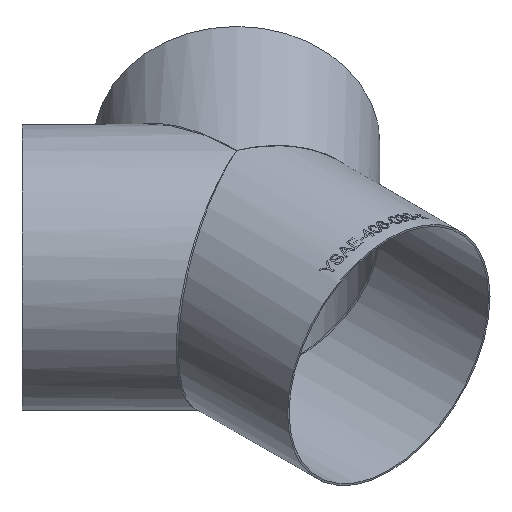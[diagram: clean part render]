
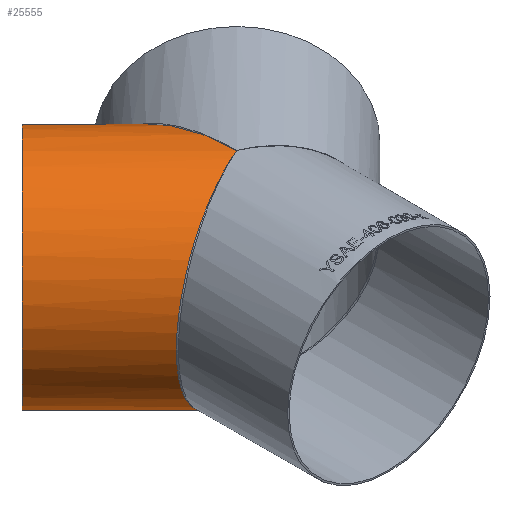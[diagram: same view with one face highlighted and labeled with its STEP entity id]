
A CAD part, isometric view. The second image highlights one B-rep face of the part: STEP entity #25555.
In plain terms, the highlighted cylindrical face has radius 203.2 mm (diameter 406.4 mm), a full revolution.
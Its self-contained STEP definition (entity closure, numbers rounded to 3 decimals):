
#638 = CARTESIAN_POINT ( 'NONE',  ( -5.657, 580.393, -203.2 ) ) ;
#664 = DIRECTION ( 'NONE',  ( -0.707, 0.707, 0. ) ) ;
#2430 = VERTEX_POINT ( 'NONE', #12448 ) ;
#3063 = CARTESIAN_POINT ( 'NONE',  ( 0., 0., 203.2 ) ) ;
#3490 = CARTESIAN_POINT ( 'NONE',  ( -215.668, 215.668, 0. ) ) ;
#4251 = AXIS2_PLACEMENT_3D ( 'NONE', #3490, #664, #12016 ) ;
#4654 = FACE_OUTER_BOUND ( 'NONE', #23382, .T. ) ;
#4838 = CARTESIAN_POINT ( 'NONE',  ( 158.123, -158.123, 0. ) ) ;
#6691 =( BOUNDED_CURVE ( )  B_SPLINE_CURVE ( 3, ( #17280, #13873, #28483, #3063 ),
 .UNSPECIFIED., .F., .F. ) 
 B_SPLINE_CURVE_WITH_KNOTS ( ( 4, 4 ),
 ( 4.712, 7.854 ),
 .UNSPECIFIED. ) 
 CURVE ( )  GEOMETRIC_REPRESENTATION_ITEM ( )  RATIONAL_B_SPLINE_CURVE ( ( 1., 0.333, 0.333, 1. ) ) 
 REPRESENTATION_ITEM ( '' )  );
#12016 = DIRECTION ( 'NONE',  ( -0.707, -0.707, 0. ) ) ;
#12448 = CARTESIAN_POINT ( 'NONE',  ( 0., 0., 203.2 ) ) ;
#12761 = EDGE_LOOP ( 'NONE', ( #13534, #17707 ) ) ;
#13534 = ORIENTED_EDGE ( 'NONE', *, *, #33716, .T. ) ;
#13873 = CARTESIAN_POINT ( 'NONE',  ( -408.743, -165.993, -203.2 ) ) ;
#14449 =( BOUNDED_CURVE ( )  B_SPLINE_CURVE ( 3, ( #23960, #34770, #638, #23381 ),
 .UNSPECIFIED., .F., .F. ) 
 B_SPLINE_CURVE_WITH_KNOTS ( ( 4, 4 ),
 ( 1.571, 4.712 ),
 .UNSPECIFIED. ) 
 CURVE ( )  GEOMETRIC_REPRESENTATION_ITEM ( )  RATIONAL_B_SPLINE_CURVE ( ( 1., 0.333, 0.333, 1. ) ) 
 REPRESENTATION_ITEM ( '' )  );
#16577 = DIRECTION ( 'NONE',  ( -0.707, 0.707, 0. ) ) ;
#17280 = CARTESIAN_POINT ( 'NONE',  ( 0., 0., -203.2 ) ) ;
#17572 = AXIS2_PLACEMENT_3D ( 'NONE', #4838, #16577, #27980 ) ;
#17707 = ORIENTED_EDGE ( 'NONE', *, *, #28569, .T. ) ;
#18141 = ORIENTED_EDGE ( 'NONE', *, *, #18355, .F. ) ;
#18355 = EDGE_CURVE ( 'NONE', #25525, #25525, #24231, .T. ) ;
#22278 = FACE_OUTER_BOUND ( 'NONE', #12761, .T. ) ;
#23382 = EDGE_LOOP ( 'NONE', ( #18141 ) ) ;
#23381 = CARTESIAN_POINT ( 'NONE',  ( 0., 0., -203.2 ) ) ;
#23960 = CARTESIAN_POINT ( 'NONE',  ( 0., 0., 203.2 ) ) ;
#24231 = CIRCLE ( 'NONE', #4251, 203.2 ) ;
#25525 = VERTEX_POINT ( 'NONE', #37092 ) ;
#25555 = ADVANCED_FACE ( 'NONE', ( #22278, #4654 ), #30994, .T. ) ;
#27980 = DIRECTION ( 'NONE',  ( -0.707, -0.707, 0. ) ) ;
#28483 = CARTESIAN_POINT ( 'NONE',  ( -408.743, -165.993, 203.2 ) ) ;
#28569 = EDGE_CURVE ( 'NONE', #37227, #2430, #6691, .T. ) ;
#30994 = CYLINDRICAL_SURFACE ( 'NONE', #17572, 203.2 ) ;
#31379 = CARTESIAN_POINT ( 'NONE',  ( 0., 0., -203.2 ) ) ;
#33716 = EDGE_CURVE ( 'NONE', #2430, #37227, #14449, .T. ) ;
#34770 = CARTESIAN_POINT ( 'NONE',  ( -5.657, 580.393, 203.2 ) ) ;
#37092 = CARTESIAN_POINT ( 'NONE',  ( -359.352, 71.983, 0. ) ) ;
#37227 = VERTEX_POINT ( 'NONE', #31379 ) ;
